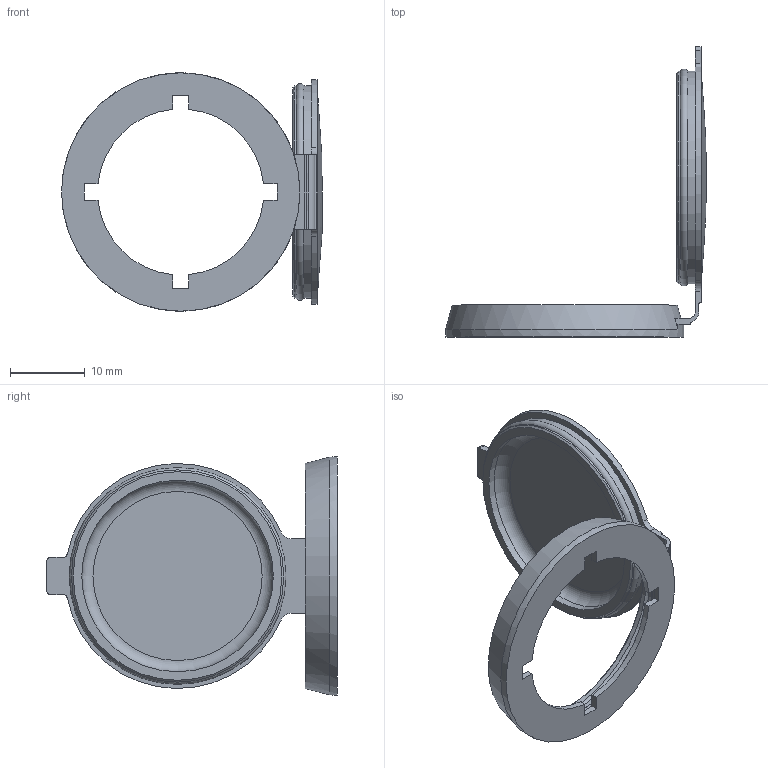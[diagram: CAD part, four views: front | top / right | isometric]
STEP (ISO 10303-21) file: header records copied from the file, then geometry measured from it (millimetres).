
FILE_DESCRIPTION(/* description */ (''),/* implementation_level */ '2;1');
FILE_NAME(/* name */ 'AK22RRSW_ipt.stp',/* time_stamp */ '2014-09-30T12:14:43+02:00',/* author */ ('thagel'),/* organization */ (''),/* preprocessor_version */ 'ST-DEVELOPER v15.2',/* originating_system */ 'Autodesk Inventor 2014',/* authorisation */ '');
FILE_SCHEMA (('CONFIG_CONTROL_DESIGN'));
Length unit declared in the file: millimetre
Products named in the file (1): Abdeckkappe M36.282.3
Bounding box: 35.02 x 38.98 x 32 mm (x, y, z)
Volume: 2020.9 mm3; surface area: 3568.3 mm2
Topology: 1 solids, 1 shells, 61 faces, 158 edges, 103 vertices
Faces by surface type: plane 29, cylinder 23, torus 4, cone 3, bspline 1, sphere 1
Full cylindrical faces by diameter (mm): 25.7 x1, 28.1 x2, 28.5 x2, 28.7 x1, 32 x1
Entity records: 1825 total; most frequent: CARTESIAN_POINT 336, DIRECTION 312, ORIENTED_EDGE 286, EDGE_CURVE 143, AXIS2_PLACEMENT_3D 114, VERTEX_POINT 102, LINE 84, VECTOR 84
